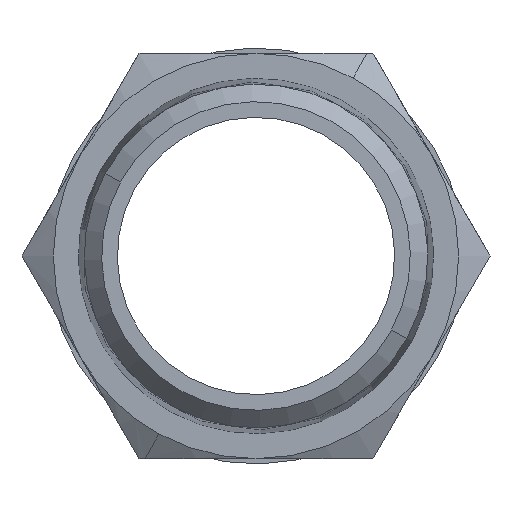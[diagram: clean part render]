
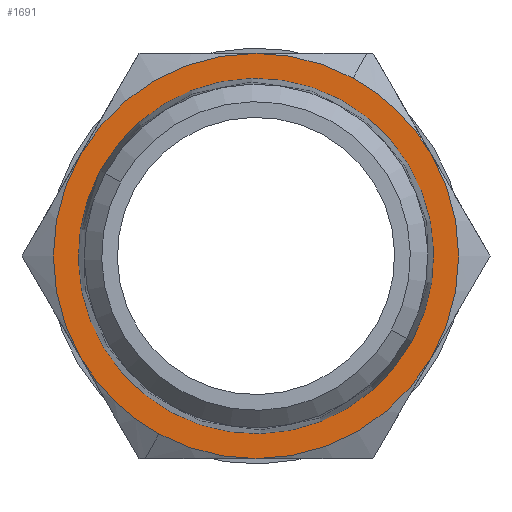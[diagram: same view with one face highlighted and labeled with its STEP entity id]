
A CAD part, front view. The second image highlights one B-rep face of the part: STEP entity #1691.
In plain terms, the highlighted planar face has unit normal (0, -1, 0).
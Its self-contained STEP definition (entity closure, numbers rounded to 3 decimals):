
#704=CARTESIAN_POINT('Vertex',(0.,0.,9.5)) ;
#775=CARTESIAN_POINT('Vertex',(-8.227,0.,-4.75)) ;
#827=CARTESIAN_POINT('Vertex',(0.,0.,-9.5)) ;
#1544=CARTESIAN_POINT('Vertex',(8.227,0.,-4.75)) ;
#1576=CARTESIAN_POINT('Vertex',(4.555,0.,8.337)) ;
#1579=CARTESIAN_POINT('Axis2P3D Location',(0.,0.,0.)) ;
#1596=CARTESIAN_POINT('Vertex',(8.227,0.,4.75)) ;
#1599=CARTESIAN_POINT('Axis2P3D Location',(0.,0.,0.)) ;
#1617=CARTESIAN_POINT('Vertex',(-8.227,0.,4.75)) ;
#1620=CARTESIAN_POINT('Axis2P3D Location',(0.,0.,0.)) ;
#1631=CARTESIAN_POINT('Axis2P3D Location',(0.,0.,0.)) ;
#1636=CARTESIAN_POINT('Axis2P3D Location',(0.,0.,0.)) ;
#1641=CARTESIAN_POINT('Axis2P3D Location',(0.,0.,0.)) ;
#1645=CARTESIAN_POINT('Vertex',(-4.555,0.,-8.337)) ;
#1648=CARTESIAN_POINT('Axis2P3D Location',(0.,0.,0.)) ;
#1653=CARTESIAN_POINT('Axis2P3D Location',(0.,0.,0.)) ;
#1658=CARTESIAN_POINT('Axis2P3D Location',(0.,0.,0.)) ;
#1673=CARTESIAN_POINT('Axis2P3D Location',(0.,0.,0.)) ;
#1677=CARTESIAN_POINT('Vertex',(-7.311,0.,3.994)) ;
#1679=CARTESIAN_POINT('Vertex',(7.311,0.,-3.994)) ;
#1682=CARTESIAN_POINT('Axis2P3D Location',(0.,0.,0.)) ;
#1580=DIRECTION('Axis2P3D Direction',(0.,1.,0.)) ;
#1600=DIRECTION('Axis2P3D Direction',(0.,1.,0.)) ;
#1621=DIRECTION('Axis2P3D Direction',(0.,1.,0.)) ;
#1632=DIRECTION('Axis2P3D Direction',(0.,1.,0.)) ;
#1633=DIRECTION('Axis2P3D XDirection',(-1.,0.,0.)) ;
#1637=DIRECTION('Axis2P3D Direction',(0.,1.,0.)) ;
#1642=DIRECTION('Axis2P3D Direction',(0.,1.,0.)) ;
#1649=DIRECTION('Axis2P3D Direction',(0.,1.,0.)) ;
#1654=DIRECTION('Axis2P3D Direction',(0.,1.,0.)) ;
#1659=DIRECTION('Axis2P3D Direction',(0.,1.,0.)) ;
#1674=DIRECTION('Axis2P3D Direction',(0.,1.,0.)) ;
#1683=DIRECTION('Axis2P3D Direction',(0.,1.,0.)) ;
#1581=AXIS2_PLACEMENT_3D('Circle Axis2P3D',#1579,#1580,$) ;
#1601=AXIS2_PLACEMENT_3D('Circle Axis2P3D',#1599,#1600,$) ;
#1622=AXIS2_PLACEMENT_3D('Circle Axis2P3D',#1620,#1621,$) ;
#1634=AXIS2_PLACEMENT_3D('Plane Axis2P3D',#1631,#1632,#1633) ;
#1638=AXIS2_PLACEMENT_3D('Circle Axis2P3D',#1636,#1637,$) ;
#1643=AXIS2_PLACEMENT_3D('Circle Axis2P3D',#1641,#1642,$) ;
#1650=AXIS2_PLACEMENT_3D('Circle Axis2P3D',#1648,#1649,$) ;
#1655=AXIS2_PLACEMENT_3D('Circle Axis2P3D',#1653,#1654,$) ;
#1660=AXIS2_PLACEMENT_3D('Circle Axis2P3D',#1658,#1659,$) ;
#1675=AXIS2_PLACEMENT_3D('Circle Axis2P3D',#1673,#1674,$) ;
#1684=AXIS2_PLACEMENT_3D('Circle Axis2P3D',#1682,#1683,$) ;
#1664=ORIENTED_EDGE('',*,*,#1603,.F.) ;
#1665=ORIENTED_EDGE('',*,*,#1583,.F.) ;
#1666=ORIENTED_EDGE('',*,*,#1624,.F.) ;
#1667=ORIENTED_EDGE('',*,*,#1640,.F.) ;
#1668=ORIENTED_EDGE('',*,*,#1647,.F.) ;
#1669=ORIENTED_EDGE('',*,*,#1652,.F.) ;
#1670=ORIENTED_EDGE('',*,*,#1657,.F.) ;
#1671=ORIENTED_EDGE('',*,*,#1662,.F.) ;
#1688=ORIENTED_EDGE('',*,*,#1681,.T.) ;
#1689=ORIENTED_EDGE('',*,*,#1686,.T.) ;
#1690=FACE_BOUND('',#1687,.T.) ;
#1691=ADVANCED_FACE('Corps principal',(#1672,#1690),#1635,.F.) ;
#1582=CIRCLE('generated circle',#1581,9.5) ;
#1602=CIRCLE('generated circle',#1601,9.5) ;
#1623=CIRCLE('generated circle',#1622,9.5) ;
#1639=CIRCLE('generated circle',#1638,9.5) ;
#1644=CIRCLE('generated circle',#1643,9.5) ;
#1651=CIRCLE('generated circle',#1650,9.5) ;
#1656=CIRCLE('generated circle',#1655,9.5) ;
#1661=CIRCLE('generated circle',#1660,9.5) ;
#1676=CIRCLE('generated circle',#1675,8.331) ;
#1685=CIRCLE('generated circle',#1684,8.331) ;
#1583=EDGE_CURVE('',#705,#1577,#1582,.T.) ;
#1603=EDGE_CURVE('',#1577,#1597,#1602,.T.) ;
#1624=EDGE_CURVE('',#1618,#705,#1623,.T.) ;
#1640=EDGE_CURVE('',#776,#1618,#1639,.T.) ;
#1647=EDGE_CURVE('',#1646,#776,#1644,.T.) ;
#1652=EDGE_CURVE('',#828,#1646,#1651,.T.) ;
#1657=EDGE_CURVE('',#1545,#828,#1656,.T.) ;
#1662=EDGE_CURVE('',#1597,#1545,#1661,.T.) ;
#1681=EDGE_CURVE('',#1678,#1680,#1676,.T.) ;
#1686=EDGE_CURVE('',#1680,#1678,#1685,.T.) ;
#1663=EDGE_LOOP('',(#1664,#1665,#1666,#1667,#1668,#1669,#1670,#1671)) ;
#1687=EDGE_LOOP('',(#1688,#1689)) ;
#1672=FACE_OUTER_BOUND('',#1663,.T.) ;
#1635=PLANE('',#1634) ;
#705=VERTEX_POINT('',#704) ;
#776=VERTEX_POINT('',#775) ;
#828=VERTEX_POINT('',#827) ;
#1545=VERTEX_POINT('',#1544) ;
#1577=VERTEX_POINT('',#1576) ;
#1597=VERTEX_POINT('',#1596) ;
#1618=VERTEX_POINT('',#1617) ;
#1646=VERTEX_POINT('',#1645) ;
#1678=VERTEX_POINT('',#1677) ;
#1680=VERTEX_POINT('',#1679) ;
